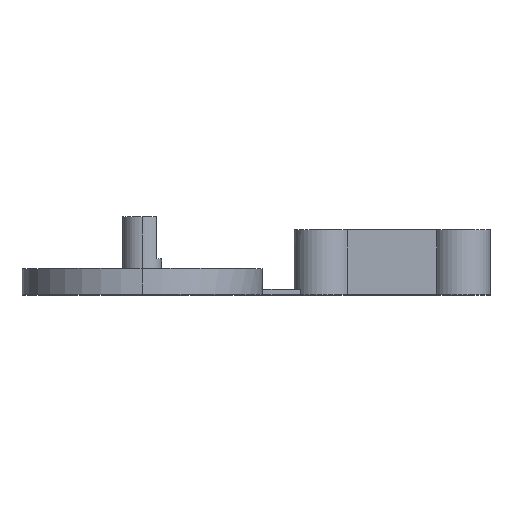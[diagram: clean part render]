
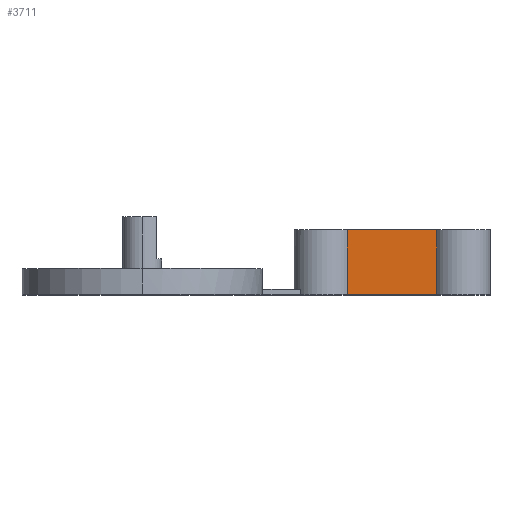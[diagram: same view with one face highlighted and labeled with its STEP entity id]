
A CAD part, top view. The second image highlights one B-rep face of the part: STEP entity #3711.
In plain terms, the highlighted planar face has unit normal (0, 0, 1).
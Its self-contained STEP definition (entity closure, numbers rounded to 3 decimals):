
#91 = CARTESIAN_POINT ( 'NONE',  ( 32.262, 10., 40.314 ) ) ;
#95 = CARTESIAN_POINT ( 'NONE',  ( 32.262, 0., 40.314 ) ) ;
#278 = CARTESIAN_POINT ( 'NONE',  ( 39.12, 0., 40.314 ) ) ;
#546 = ORIENTED_EDGE ( 'NONE', *, *, #2376, .F. ) ;
#587 = CARTESIAN_POINT ( 'NONE',  ( 45.979, 0., 40.314 ) ) ;
#889 = DIRECTION ( 'NONE',  ( 1., 0., 0. ) ) ;
#1041 = LINE ( 'NONE', #278, #1614 ) ;
#1064 = LINE ( 'NONE', #3695, #4078 ) ;
#1238 = PLANE ( 'NONE',  #3066 ) ;
#1503 = CARTESIAN_POINT ( 'NONE',  ( 39.12, 10., 40.314 ) ) ;
#1544 = CARTESIAN_POINT ( 'NONE',  ( 39.12, 10., 40.314 ) ) ;
#1614 = VECTOR ( 'NONE', #2625, 1000. ) ;
#1701 = VERTEX_POINT ( 'NONE', #95 ) ;
#2356 = DIRECTION ( 'NONE',  ( 0., 1., 0. ) ) ;
#2376 = EDGE_CURVE ( 'NONE', #1701, #4171, #1064, .T. ) ;
#2386 = ORIENTED_EDGE ( 'NONE', *, *, #2503, .F. ) ;
#2471 = LINE ( 'NONE', #3809, #4060 ) ;
#2503 = EDGE_CURVE ( 'NONE', #4171, #3087, #4209, .T. ) ;
#2535 = DIRECTION ( 'NONE',  ( 0., -1., 0. ) ) ;
#2625 = DIRECTION ( 'NONE',  ( -1., 0., 0. ) ) ;
#2882 = VERTEX_POINT ( 'NONE', #587 ) ;
#3066 = AXIS2_PLACEMENT_3D ( 'NONE', #1503, #4187, #3877 ) ;
#3087 = VERTEX_POINT ( 'NONE', #3616 ) ;
#3177 = EDGE_LOOP ( 'NONE', ( #3604, #2386, #546, #3870 ) ) ;
#3211 = FACE_OUTER_BOUND ( 'NONE', #3177, .T. ) ;
#3410 = EDGE_CURVE ( 'NONE', #2882, #1701, #1041, .T. ) ;
#3455 = VECTOR ( 'NONE', #889, 1000. ) ;
#3604 = ORIENTED_EDGE ( 'NONE', *, *, #3613, .F. ) ;
#3613 = EDGE_CURVE ( 'NONE', #3087, #2882, #2471, .T. ) ;
#3616 = CARTESIAN_POINT ( 'NONE',  ( 45.979, 10., 40.314 ) ) ;
#3695 = CARTESIAN_POINT ( 'NONE',  ( 32.262, 10., 40.314 ) ) ;
#3711 = ADVANCED_FACE ( 'NONE', ( #3211 ), #1238, .F. ) ;
#3809 = CARTESIAN_POINT ( 'NONE',  ( 45.979, 10., 40.314 ) ) ;
#3870 = ORIENTED_EDGE ( 'NONE', *, *, #3410, .F. ) ;
#3877 = DIRECTION ( 'NONE',  ( 0., 1., 0. ) ) ;
#4060 = VECTOR ( 'NONE', #2535, 1000. ) ;
#4078 = VECTOR ( 'NONE', #2356, 1000. ) ;
#4171 = VERTEX_POINT ( 'NONE', #91 ) ;
#4187 = DIRECTION ( 'NONE',  ( 0., 0., -1. ) ) ;
#4209 = LINE ( 'NONE', #1544, #3455 ) ;
